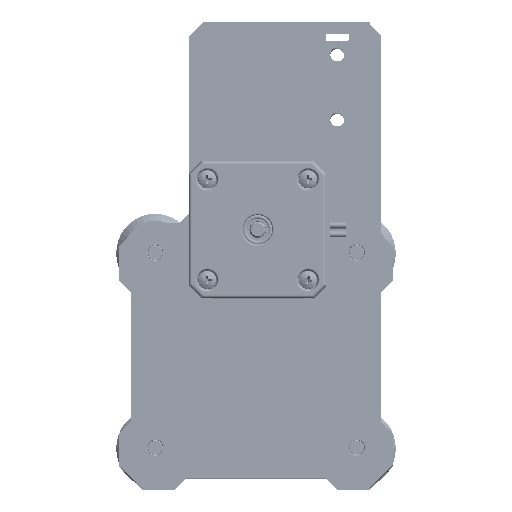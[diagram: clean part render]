
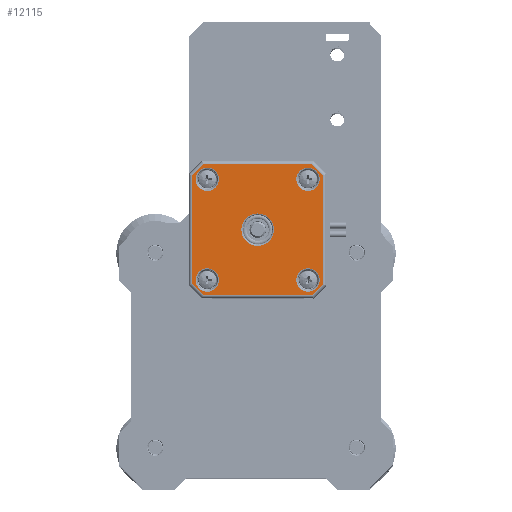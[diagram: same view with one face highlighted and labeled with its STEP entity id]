
A CAD part, top view. The second image highlights one B-rep face of the part: STEP entity #12115.
In plain terms, the highlighted face is planar.
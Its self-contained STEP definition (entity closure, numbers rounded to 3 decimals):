
#1109=FACE_BOUND('',#2851,.T.);
#1110=FACE_BOUND('',#2852,.T.);
#1111=FACE_BOUND('',#2853,.T.);
#1112=FACE_BOUND('',#2854,.T.);
#1113=FACE_BOUND('',#2855,.T.);
#1467=CIRCLE('',#13274,5.);
#1468=CIRCLE('',#13275,3.6);
#1469=CIRCLE('',#13276,3.6);
#1470=CIRCLE('',#13277,3.6);
#1471=CIRCLE('',#13278,3.6);
#2124=FACE_OUTER_BOUND('',#2850,.T.);
#2850=EDGE_LOOP('',(#10361,#10362,#10363,#10364,#10365,#10366,#10367,#10368));
#2851=EDGE_LOOP('',(#10369));
#2852=EDGE_LOOP('',(#10370));
#2853=EDGE_LOOP('',(#10371));
#2854=EDGE_LOOP('',(#10372));
#2855=EDGE_LOOP('',(#10373));
#3877=LINE('',#21466,#4853);
#3878=LINE('',#21468,#4854);
#3879=LINE('',#21470,#4855);
#3880=LINE('',#21472,#4856);
#3881=LINE('',#21474,#4857);
#3882=LINE('',#21476,#4858);
#3883=LINE('',#21478,#4859);
#3884=LINE('',#21479,#4860);
#4853=VECTOR('',#16042,33.472);
#4854=VECTOR('',#16043,4.828);
#4855=VECTOR('',#16044,33.472);
#4856=VECTOR('',#16045,4.828);
#4857=VECTOR('',#16046,33.472);
#4858=VECTOR('',#16047,4.828);
#4859=VECTOR('',#16048,33.472);
#4860=VECTOR('',#16049,4.828);
#5926=VERTEX_POINT('',#21464);
#5927=VERTEX_POINT('',#21465);
#5928=VERTEX_POINT('',#21467);
#5929=VERTEX_POINT('',#21469);
#5930=VERTEX_POINT('',#21471);
#5931=VERTEX_POINT('',#21473);
#5932=VERTEX_POINT('',#21475);
#5933=VERTEX_POINT('',#21477);
#5934=VERTEX_POINT('',#21480);
#5935=VERTEX_POINT('',#21482);
#5936=VERTEX_POINT('',#21484);
#5937=VERTEX_POINT('',#21486);
#5938=VERTEX_POINT('',#21488);
#7445=EDGE_CURVE('',#5926,#5927,#3877,.F.);
#7446=EDGE_CURVE('',#5927,#5928,#3878,.F.);
#7447=EDGE_CURVE('',#5928,#5929,#3879,.F.);
#7448=EDGE_CURVE('',#5929,#5930,#3880,.F.);
#7449=EDGE_CURVE('',#5930,#5931,#3881,.F.);
#7450=EDGE_CURVE('',#5931,#5932,#3882,.F.);
#7451=EDGE_CURVE('',#5932,#5933,#3883,.F.);
#7452=EDGE_CURVE('',#5933,#5926,#3884,.F.);
#7453=EDGE_CURVE('',#5934,#5934,#1467,.F.);
#7454=EDGE_CURVE('',#5935,#5935,#1468,.F.);
#7455=EDGE_CURVE('',#5936,#5936,#1469,.F.);
#7456=EDGE_CURVE('',#5937,#5937,#1470,.F.);
#7457=EDGE_CURVE('',#5938,#5938,#1471,.F.);
#10361=ORIENTED_EDGE('',*,*,#7445,.T.);
#10362=ORIENTED_EDGE('',*,*,#7446,.T.);
#10363=ORIENTED_EDGE('',*,*,#7447,.T.);
#10364=ORIENTED_EDGE('',*,*,#7448,.T.);
#10365=ORIENTED_EDGE('',*,*,#7449,.T.);
#10366=ORIENTED_EDGE('',*,*,#7450,.T.);
#10367=ORIENTED_EDGE('',*,*,#7451,.T.);
#10368=ORIENTED_EDGE('',*,*,#7452,.T.);
#10369=ORIENTED_EDGE('',*,*,#7453,.T.);
#10370=ORIENTED_EDGE('',*,*,#7454,.T.);
#10371=ORIENTED_EDGE('',*,*,#7455,.T.);
#10372=ORIENTED_EDGE('',*,*,#7456,.T.);
#10373=ORIENTED_EDGE('',*,*,#7457,.T.);
#11538=PLANE('',#13273);
#12115=ADVANCED_FACE('',(#2124,#1109,#1110,#1111,#1112,#1113),#11538,.T.);
#13273=AXIS2_PLACEMENT_3D('',#21463,#16040,#16041);
#13274=AXIS2_PLACEMENT_3D('',#21481,#16050,#16051);
#13275=AXIS2_PLACEMENT_3D('',#21483,#16052,#16053);
#13276=AXIS2_PLACEMENT_3D('',#21485,#16054,#16055);
#13277=AXIS2_PLACEMENT_3D('',#21487,#16056,#16057);
#13278=AXIS2_PLACEMENT_3D('',#21489,#16058,#16059);
#16040=DIRECTION('center_axis',(0.,-1.,0.));
#16041=DIRECTION('ref_axis',(0.,0.,-1.));
#16042=DIRECTION('',(0.,0.,1.));
#16043=DIRECTION('',(-0.707,0.,0.707));
#16044=DIRECTION('',(-1.,0.,0.));
#16045=DIRECTION('',(-0.707,0.,-0.707));
#16046=DIRECTION('',(0.,0.,-1.));
#16047=DIRECTION('',(0.707,0.,-0.707));
#16048=DIRECTION('',(1.,0.,0.));
#16049=DIRECTION('',(0.707,0.,0.707));
#16050=DIRECTION('center_axis',(0.,-1.,0.));
#16051=DIRECTION('ref_axis',(0.,0.,-1.));
#16052=DIRECTION('center_axis',(0.,-1.,0.));
#16053=DIRECTION('ref_axis',(0.,0.,-1.));
#16054=DIRECTION('center_axis',(0.,-1.,0.));
#16055=DIRECTION('ref_axis',(0.,0.,-1.));
#16056=DIRECTION('center_axis',(0.,-1.,0.));
#16057=DIRECTION('ref_axis',(0.,0.,-1.));
#16058=DIRECTION('center_axis',(0.,-1.,0.));
#16059=DIRECTION('ref_axis',(0.,0.,-1.));
#21463=CARTESIAN_POINT('Origin',(18.621,15.662,36.849));
#21464=CARTESIAN_POINT('',(-1.529,15.662,53.585));
#21465=CARTESIAN_POINT('',(-1.529,15.662,20.113));
#21466=CARTESIAN_POINT('',(-1.529,15.662,20.113));
#21467=CARTESIAN_POINT('',(1.885,15.662,16.699));
#21468=CARTESIAN_POINT('',(1.885,15.662,16.699));
#21469=CARTESIAN_POINT('',(35.356,15.662,16.699));
#21470=CARTESIAN_POINT('',(35.356,15.662,16.699));
#21471=CARTESIAN_POINT('',(38.771,15.662,20.113));
#21472=CARTESIAN_POINT('',(38.771,15.662,20.113));
#21473=CARTESIAN_POINT('',(38.771,15.662,53.585));
#21474=CARTESIAN_POINT('',(38.771,15.662,53.585));
#21475=CARTESIAN_POINT('',(35.356,15.662,56.999));
#21476=CARTESIAN_POINT('',(35.356,15.662,56.999));
#21477=CARTESIAN_POINT('',(1.885,15.662,56.999));
#21478=CARTESIAN_POINT('',(1.885,15.662,56.999));
#21479=CARTESIAN_POINT('',(-1.529,15.662,53.585));
#21480=CARTESIAN_POINT('',(18.621,15.662,41.849));
#21481=CARTESIAN_POINT('Origin',(18.621,15.662,36.849));
#21482=CARTESIAN_POINT('',(3.121,15.662,24.949));
#21483=CARTESIAN_POINT('Origin',(3.121,15.662,21.349));
#21484=CARTESIAN_POINT('',(34.121,15.662,24.949));
#21485=CARTESIAN_POINT('Origin',(34.121,15.662,21.349));
#21486=CARTESIAN_POINT('',(34.121,15.662,55.949));
#21487=CARTESIAN_POINT('Origin',(34.121,15.662,52.349));
#21488=CARTESIAN_POINT('',(3.121,15.662,55.949));
#21489=CARTESIAN_POINT('Origin',(3.121,15.662,52.349));
